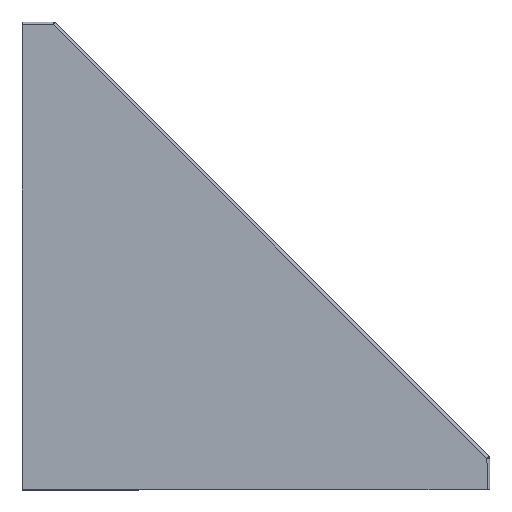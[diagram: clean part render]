
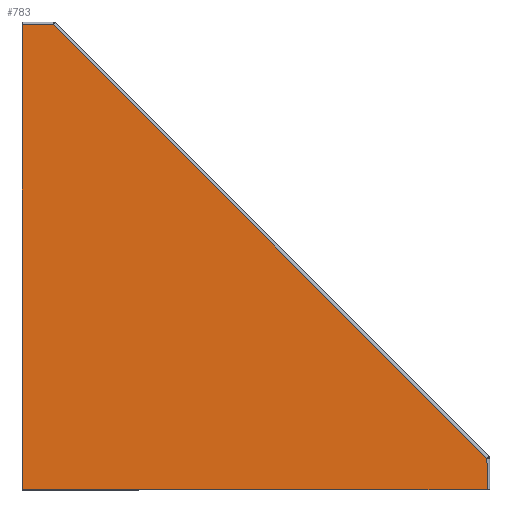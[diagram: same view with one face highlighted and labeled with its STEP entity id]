
A CAD part, top view. The second image highlights one B-rep face of the part: STEP entity #783.
In plain terms, the highlighted planar face has unit normal (0, 0.004, 1).
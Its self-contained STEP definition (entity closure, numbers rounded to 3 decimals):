
#474=CARTESIAN_POINT('',(-43.5,43.002,21.123));
#475=VERTEX_POINT('',#474);
#476=CARTESIAN_POINT('',(-43.5,-43.5,21.5));
#477=VERTEX_POINT('',#476);
#478=CARTESIAN_POINT('',(-43.5,43.002,21.123));
#479=DIRECTION('',(0.0,-1.,0.004));
#480=VECTOR('',#479,86.503);
#481=LINE('',#478,#480);
#482=EDGE_CURVE('',#475,#477,#481,.T.);
#579=CARTESIAN_POINT('',(43.,-43.5,21.5));
#580=VERTEX_POINT('',#579);
#595=CARTESIAN_POINT('',(-43.5,-43.5,21.5));
#596=DIRECTION('',(1.0,0.0,0.0));
#597=VECTOR('',#596,86.5);
#598=LINE('',#595,#597);
#599=EDGE_CURVE('',#477,#580,#598,.T.);
#752=CARTESIAN_POINT('',(-47.825,47.327,21.104));
#753=DIRECTION('',(0.0,0.004,1.));
#754=DIRECTION('',(0.0,-1.,0.004));
#755=AXIS2_PLACEMENT_3D('',#752,#753,#754);
#756=PLANE('',#755);
#757=CARTESIAN_POINT('',(42.975,-37.68,21.475));
#758=VERTEX_POINT('',#757);
#759=CARTESIAN_POINT('',(-37.707,43.002,21.123));
#760=VERTEX_POINT('',#759);
#761=CARTESIAN_POINT('',(42.975,-37.68,21.475));
#762=DIRECTION('',(-0.707,0.707,-0.003));
#763=VECTOR('',#762,114.102);
#764=LINE('',#761,#763);
#765=EDGE_CURVE('',#758,#760,#764,.T.);
#766=ORIENTED_EDGE('',*,*,#765,.T.);
#767=CARTESIAN_POINT('',(-37.707,43.002,21.123));
#768=DIRECTION('',(-1.0,0.0,0.0));
#769=VECTOR('',#768,5.793);
#770=LINE('',#767,#769);
#771=EDGE_CURVE('',#760,#475,#770,.T.);
#772=ORIENTED_EDGE('',*,*,#771,.T.);
#773=ORIENTED_EDGE('',*,*,#482,.T.);
#774=ORIENTED_EDGE('',*,*,#599,.T.);
#775=CARTESIAN_POINT('',(43.,-43.5,21.5));
#776=DIRECTION('',(-0.004,1.,-0.004));
#777=VECTOR('',#776,5.821);
#778=LINE('',#775,#777);
#779=EDGE_CURVE('',#580,#758,#778,.T.);
#780=ORIENTED_EDGE('',*,*,#779,.T.);
#781=EDGE_LOOP('',(#766,#772,#773,#774,#780));
#782=FACE_OUTER_BOUND('',#781,.T.);
#783=ADVANCED_FACE('',(#782),#756,.T.);
